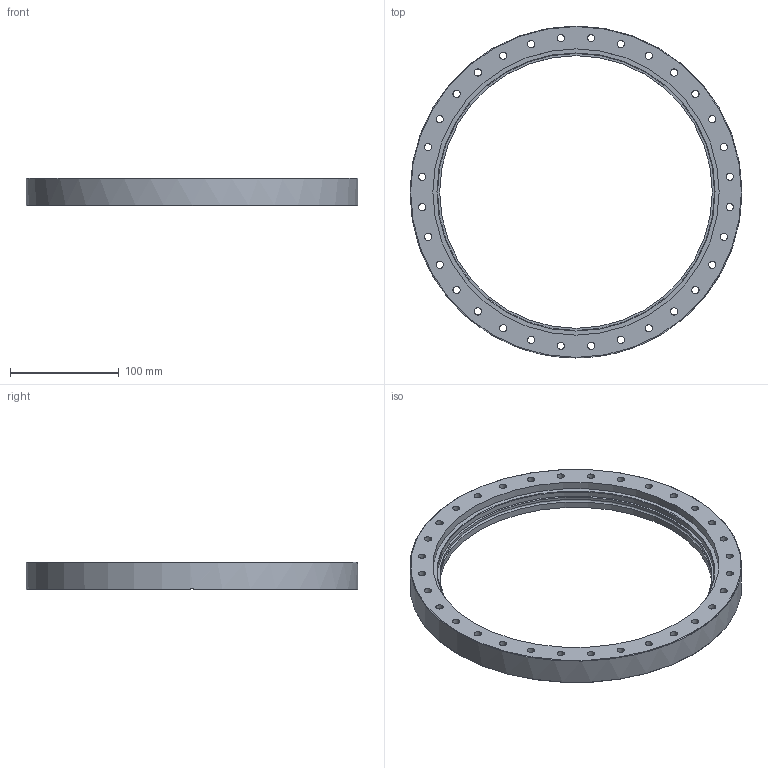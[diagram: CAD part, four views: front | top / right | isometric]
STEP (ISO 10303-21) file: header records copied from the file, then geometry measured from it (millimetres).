
FILE_DESCRIPTION((''),'2;1');
FILE_NAME('F250RB254T-316LNS.stp','2009-03-13T09:01:10',('hasers'),(''),'Autodesk Inventor 2008','Autodesk Inventor 2008','');
FILE_SCHEMA(('AUTOMOTIVE_DESIGN { 1 0 10303 214 1 1 1 1 }'));
Length unit declared in the file: millimetre
Products named in the file (4): F250RB254T-316LNS; i-F250RB254T-316LNS; CF-R [Subject [Summary]=-316LNS][Title [Summary]=F250ROT-SPE]; CF-R [Subject [Summary]=-316LNS][Title [Summary]=F250RIB254-SPE]
Assembly tree (3 placements, depth 3):
  F250RB254T-316LNS
    i-F250RB254T-316LNS
      CF-R [Subject [Summary]=-316LNS][Title [Summary]=F250ROT-SPE]
      CF-R [Subject [Summary]=-316LNS][Title [Summary]=F250RIB254-SPE]
Bounding box: 305 x 305 x 25 mm (x, y, z)
Volume: 505704.1 mm3; surface area: 143869.5 mm2
Topology: 2 solids, 2 shells, 61 faces, 191 edges, 135 vertices
Faces by surface type: bspline 40, torus 8, cylinder 5, plane 5, cone 3
Full cylindrical faces by diameter (mm): 273 x1, 273.9 x1, 305 x1
Entity records: 2460 total; most frequent: CARTESIAN_POINT 1042, DIRECTION 244, ORIENTED_EDGE 208, EDGE_LOOP 180, AXIS2_PLACEMENT_3D 120, FACE_BOUND 119, EDGE_CURVE 104, VERTEX_POINT 98
